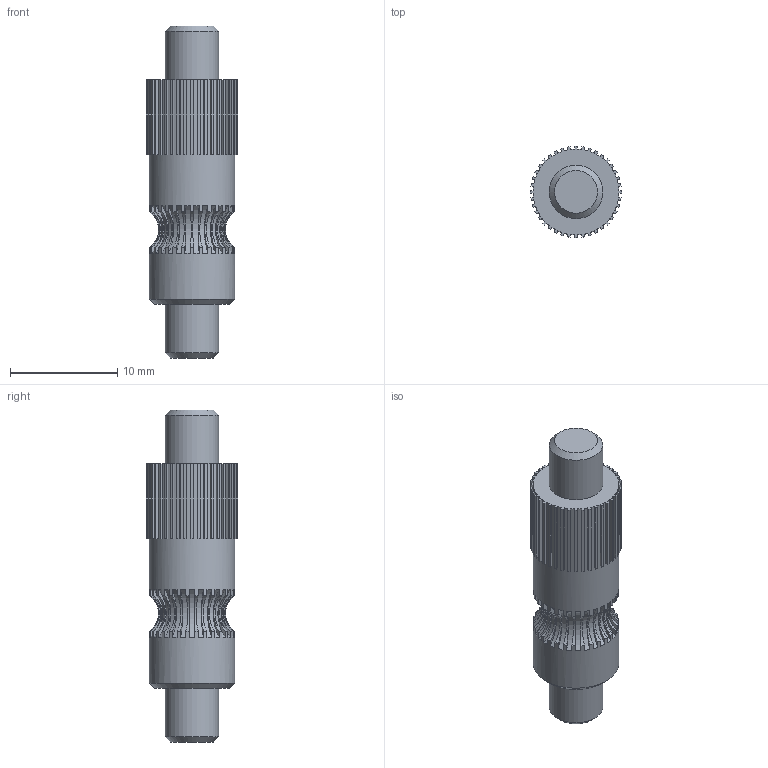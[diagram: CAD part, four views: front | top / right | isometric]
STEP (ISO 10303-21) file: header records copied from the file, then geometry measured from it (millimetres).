
FILE_DESCRIPTION(('FreeCAD Model'),'2;1');
FILE_NAME('knurled_hobbed_shaft_8mm_rev_a.step','2017-05-17T11:53:39',('Author'),(''), 'Open CASCADE STEP processor 6.9','FreeCAD','Unknown');
FILE_SCHEMA(('AUTOMOTIVE_DESIGN_CC2 { 1 2 10303 214 -1 1 5 4 }'));
Products named in the file (1): Chamfer001
Bounding box: 8.5 x 8.5 x 31 mm (x, y, z)
Volume: 1200.5 mm3; surface area: 975.9 mm2
Topology: 1 solids, 1 shells, 291 faces, 858 edges, 571 vertices
Faces by surface type: plane 224, cylinder 34, torus 30, cone 3
Full cylindrical faces by diameter (mm): 5 x2, 8 x2
Entity records: 47873 total; most frequent: CARTESIAN_POINT 31827, DIRECTION 2693, ORIENTED_EDGE 1716, PCURVE 1716, DEFINITIONAL_REPRESENTATION 1716, LINE 1586, VECTOR 1586, EDGE_CURVE 858
